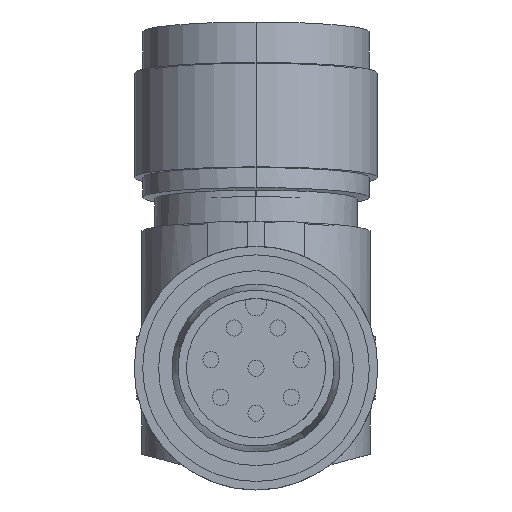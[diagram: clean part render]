
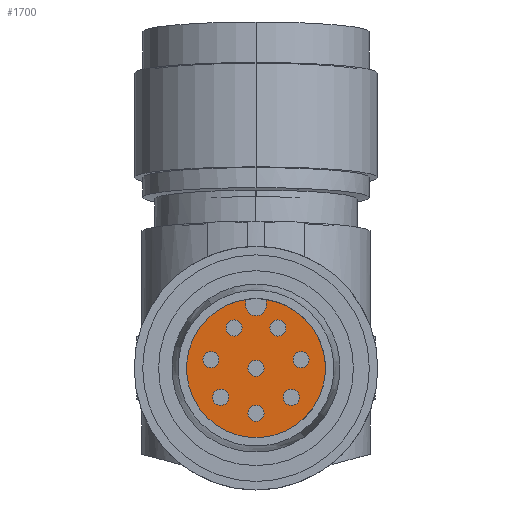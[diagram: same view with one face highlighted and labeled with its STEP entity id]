
A CAD part, front view. The second image highlights one B-rep face of the part: STEP entity #1700.
In plain terms, the highlighted planar face has unit normal (0, -1, 0).
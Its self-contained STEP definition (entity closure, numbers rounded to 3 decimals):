
#10=CARTESIAN_POINT('',(-0.825,-33.8,1.178));
#20=DIRECTION('',(0.,1.,0.));
#30=DIRECTION('',(0.574,0.,
-0.819));
#40=AXIS2_PLACEMENT_3D('',#10,#20,#30);
#50=PLANE('',#40);
#60=CARTESIAN_POINT('',(1.45,-33.8,-1.2));
#70=DIRECTION('',(0.,1.,0.));
#80=DIRECTION('',(1.,0.,0.));
#90=AXIS2_PLACEMENT_3D('',#60,#70,#80);
#100=CIRCLE('',#90,0.33);
#110=CARTESIAN_POINT('',(1.78,-33.8,-1.2));
#120=VERTEX_POINT('',#110);
#130=CARTESIAN_POINT('',(1.12,-33.8,-1.2));
#140=VERTEX_POINT('',#130);
#150=EDGE_CURVE('',#120,#140,#100,.T.);
#160=ORIENTED_EDGE('',*,*,#150,.T.);
#170=EDGE_CURVE('',#140,#120,#100,.T.);
#180=ORIENTED_EDGE('',*,*,#170,.T.);
#190=EDGE_LOOP('',(#180,#160));
#200=FACE_BOUND('',#190,.T.);
#210=CARTESIAN_POINT('',(-1.45,-33.8,-1.2));
#220=DIRECTION('',(0.,-1.,0.));
#230=DIRECTION('',(-1.,0.,0.));
#240=AXIS2_PLACEMENT_3D('',#210,#220,#230);
#250=CIRCLE('',#240,0.33);
#260=CARTESIAN_POINT('',(-1.78,-33.8,-1.2));
#270=VERTEX_POINT('',#260);
#280=CARTESIAN_POINT('',(-1.12,-33.8,-1.2));
#290=VERTEX_POINT('',#280);
#300=EDGE_CURVE('',#270,#290,#250,.T.);
#310=ORIENTED_EDGE('',*,*,#300,.F.);
#320=EDGE_CURVE('',#290,#270,#250,.T.);
#330=ORIENTED_EDGE('',*,*,#320,.F.);
#340=EDGE_LOOP('',(#330,#310));
#350=FACE_BOUND('',#340,.T.);
#360=CARTESIAN_POINT('',(0.9,-33.8,1.65));
#370=DIRECTION('',(0.,1.,0.));
#380=DIRECTION('',(1.,0.,0.));
#390=AXIS2_PLACEMENT_3D('',#360,#370,#380);
#400=CIRCLE('',#390,0.33);
#410=CARTESIAN_POINT('',(1.23,-33.8,1.65));
#420=VERTEX_POINT('',#410);
#430=CARTESIAN_POINT('',(0.57,-33.8,1.65));
#440=VERTEX_POINT('',#430);
#450=EDGE_CURVE('',#420,#440,#400,.T.);
#460=ORIENTED_EDGE('',*,*,#450,.T.);
#470=EDGE_CURVE('',#440,#420,#400,.T.);
#480=ORIENTED_EDGE('',*,*,#470,.T.);
#490=EDGE_LOOP('',(#480,#460));
#500=FACE_BOUND('',#490,.T.);
#510=CARTESIAN_POINT('',(-0.9,-33.8,1.65));
#520=DIRECTION('',(0.,-1.,0.));
#530=DIRECTION('',(-1.,0.,0.));
#540=AXIS2_PLACEMENT_3D('',#510,#520,#530);
#550=CIRCLE('',#540,0.33);
#560=CARTESIAN_POINT('',(-1.23,-33.8,1.65));
#570=VERTEX_POINT('',#560);
#580=CARTESIAN_POINT('',(-0.57,-33.8,1.65));
#590=VERTEX_POINT('',#580);
#600=EDGE_CURVE('',#570,#590,#550,.T.);
#610=ORIENTED_EDGE('',*,*,#600,.F.);
#620=EDGE_CURVE('',#590,#570,#550,.T.);
#630=ORIENTED_EDGE('',*,*,#620,.F.);
#640=EDGE_LOOP('',(#630,#610));
#650=FACE_BOUND('',#640,.T.);
#660=CARTESIAN_POINT('',(1.85,-33.8,0.35));
#670=DIRECTION('',(0.,1.,0.));
#680=DIRECTION('',(1.,0.,0.));
#690=AXIS2_PLACEMENT_3D('',#660,#670,#680);
#700=CIRCLE('',#690,0.33);
#710=CARTESIAN_POINT('',(2.18,-33.8,0.35));
#720=VERTEX_POINT('',#710);
#730=CARTESIAN_POINT('',(1.52,-33.8,0.35));
#740=VERTEX_POINT('',#730);
#750=EDGE_CURVE('',#720,#740,#700,.T.);
#760=ORIENTED_EDGE('',*,*,#750,.T.);
#770=EDGE_CURVE('',#740,#720,#700,.T.);
#780=ORIENTED_EDGE('',*,*,#770,.T.);
#790=EDGE_LOOP('',(#780,#760));
#800=FACE_BOUND('',#790,.T.);
#810=CARTESIAN_POINT('',(-1.85,-33.8,0.35));
#820=DIRECTION('',(0.,-1.,0.));
#830=DIRECTION('',(-1.,0.,0.));
#840=AXIS2_PLACEMENT_3D('',#810,#820,#830);
#850=CIRCLE('',#840,0.33);
#860=CARTESIAN_POINT('',(-2.18,-33.8,0.35));
#870=VERTEX_POINT('',#860);
#880=CARTESIAN_POINT('',(-1.52,-33.8,0.35));
#890=VERTEX_POINT('',#880);
#900=EDGE_CURVE('',#870,#890,#850,.T.);
#910=ORIENTED_EDGE('',*,*,#900,.F.);
#920=EDGE_CURVE('',#890,#870,#850,.T.);
#930=ORIENTED_EDGE('',*,*,#920,.F.);
#940=EDGE_LOOP('',(#930,#910));
#950=FACE_BOUND('',#940,.T.);
#960=CARTESIAN_POINT('',(0.,-33.8,-1.85));
#970=DIRECTION('',(0.,1.,0.));
#980=DIRECTION('',(1.,0.,0.));
#990=AXIS2_PLACEMENT_3D('',#960,#970,#980);
#1000=CIRCLE('',#990,0.33);
#1010=CARTESIAN_POINT('',(0.33,-33.8,-1.85));
#1020=VERTEX_POINT('',#1010);
#1030=CARTESIAN_POINT('',(-0.33,-33.8,-1.85));
#1040=VERTEX_POINT('',#1030);
#1050=EDGE_CURVE('',#1020,#1040,#1000,.T.);
#1060=ORIENTED_EDGE('',*,*,#1050,.T.);
#1070=EDGE_CURVE('',#1040,#1020,#1000,.T.);
#1080=ORIENTED_EDGE('',*,*,#1070,.T.);
#1090=EDGE_LOOP('',(#1080,#1060));
#1100=FACE_BOUND('',#1090,.T.);
#1110=CARTESIAN_POINT('',(0.,-33.8,
0.));
#1120=DIRECTION('',(0.,1.,0.));
#1130=DIRECTION('',(1.,0.,0.));
#1140=AXIS2_PLACEMENT_3D('',#1110,#1120,#1130);
#1150=CIRCLE('',#1140,0.33);
#1160=CARTESIAN_POINT('',(0.33,-33.8,0.)
);
#1170=VERTEX_POINT('',#1160);
#1180=CARTESIAN_POINT('',(-0.33,-33.8,0.))
;
#1190=VERTEX_POINT('',#1180);
#1200=EDGE_CURVE('',#1170,#1190,#1150,.T.);
#1210=ORIENTED_EDGE('',*,*,#1200,.T.);
#1220=EDGE_CURVE('',#1190,#1170,#1150,.T.);
#1230=ORIENTED_EDGE('',*,*,#1220,.T.);
#1240=EDGE_LOOP('',(#1230,#1210));
#1250=FACE_BOUND('',#1240,.T.);
#1260=CARTESIAN_POINT('',(-0.425,-33.8,-5.648));
#1270=DIRECTION('',(0.,0.,1.));
#1280=VECTOR('',#1270,1.);
#1290=LINE('',#1260,#1280);
#1300=CARTESIAN_POINT('',(-0.425,-33.8,2.575));
#1310=VERTEX_POINT('',#1300);
#1320=CARTESIAN_POINT('',(-0.425,-33.8,2.818));
#1330=VERTEX_POINT('',#1320);
#1340=EDGE_CURVE('',#1310,#1330,#1290,.T.);
#1350=ORIENTED_EDGE('',*,*,#1340,.T.);
#1360=CARTESIAN_POINT('',(0.,-33.8,2.575));
#1370=DIRECTION('',(0.,-1.,0.));
#1380=DIRECTION('',(0.819,0.,
0.574));
#1390=AXIS2_PLACEMENT_3D('',#1360,#1370,#1380);
#1400=CIRCLE('',#1390,0.425);
#1410=CARTESIAN_POINT('',(0.425,-33.8,2.575));
#1420=VERTEX_POINT('',#1410);
#1430=EDGE_CURVE('',#1310,#1420,#1400,.T.);
#1440=ORIENTED_EDGE('',*,*,#1430,.F.);
#1450=CARTESIAN_POINT('',(0.425,-33.8,-5.653));
#1460=DIRECTION('',(0.,0.,-1.));
#1470=VECTOR('',#1460,1.);
#1480=LINE('',#1450,#1470);
#1490=CARTESIAN_POINT('',(0.425,-33.8,2.818));
#1500=VERTEX_POINT('',#1490);
#1510=EDGE_CURVE('',#1500,#1420,#1480,.T.);
#1520=ORIENTED_EDGE('',*,*,#1510,.T.);
#1530=CARTESIAN_POINT('',(0.,-33.8,0.
));
#1540=DIRECTION('',(0.,1.,0.));
#1550=DIRECTION('',(0.574,0.,
-0.819));
#1560=AXIS2_PLACEMENT_3D('',#1530,#1540,#1550);
#1570=CIRCLE('',#1560,2.85);
#1580=CARTESIAN_POINT('',(1.635,-33.8,-2.335));
#1590=VERTEX_POINT('',#1580);
#1600=EDGE_CURVE('',#1500,#1590,#1570,.T.);
#1610=ORIENTED_EDGE('',*,*,#1600,.F.);
#1620=CARTESIAN_POINT('',(-1.635,-33.8,2.335));
#1630=VERTEX_POINT('',#1620);
#1640=EDGE_CURVE('',#1590,#1630,#1570,.T.);
#1650=ORIENTED_EDGE('',*,*,#1640,.F.);
#1660=EDGE_CURVE('',#1630,#1330,#1570,.T.);
#1670=ORIENTED_EDGE('',*,*,#1660,.F.);
#1680=EDGE_LOOP('',(#1670,#1650,#1610,#1520,#1440,#1350));
#1690=FACE_OUTER_BOUND('',#1680,.T.);
#1700=ADVANCED_FACE('',(#200,#350,#500,#650,#800,#950,#1100,#1250,#1690)
,#50,.F.);
